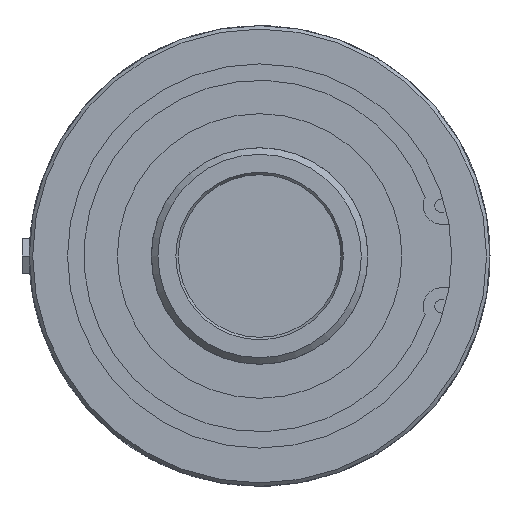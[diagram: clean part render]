
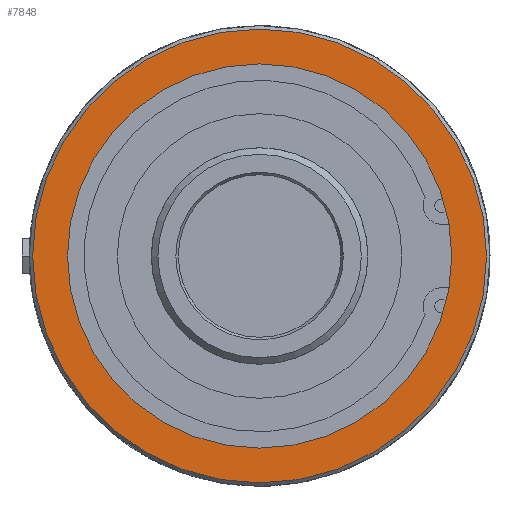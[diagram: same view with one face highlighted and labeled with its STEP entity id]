
A CAD part, left-side view. The second image highlights one B-rep face of the part: STEP entity #7848.
In plain terms, the highlighted planar face has unit normal (-1, 0, 0).
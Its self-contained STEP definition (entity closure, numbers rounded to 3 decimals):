
#86=FACE_BOUND('',#2673,.T.);
#1465=PLANE('',#8430);
#1759=CIRCLE('',#8428,53.2);
#1760=CIRCLE('',#8431,45.035);
#1761=CIRCLE('',#8432,45.035);
#2190=FACE_OUTER_BOUND('',#2672,.T.);
#2672=EDGE_LOOP('',(#7106));
#2673=EDGE_LOOP('',(#7107,#7108));
#3814=VERTEX_POINT('',#57628);
#3815=VERTEX_POINT('',#57633);
#3816=VERTEX_POINT('',#57634);
#4931=EDGE_CURVE('',#3814,#3814,#1759,.T.);
#4932=EDGE_CURVE('',#3815,#3816,#1760,.T.);
#4933=EDGE_CURVE('',#3816,#3815,#1761,.T.);
#7106=ORIENTED_EDGE('',*,*,#4931,.F.);
#7107=ORIENTED_EDGE('',*,*,#4932,.T.);
#7108=ORIENTED_EDGE('',*,*,#4933,.T.);
#7848=ADVANCED_FACE('',(#2190,#86),#1465,.F.);
#8428=AXIS2_PLACEMENT_3D('',#57630,#9906,#9907);
#8430=AXIS2_PLACEMENT_3D('',#57632,#9910,#9911);
#8431=AXIS2_PLACEMENT_3D('',#57635,#9912,#9913);
#8432=AXIS2_PLACEMENT_3D('',#57636,#9914,#9915);
#9906=DIRECTION('center_axis',(1.,0.,0.));
#9907=DIRECTION('ref_axis',(0.,-1.,0.));
#9910=DIRECTION('center_axis',(1.,0.,0.));
#9911=DIRECTION('ref_axis',(0.,0.,-1.));
#9912=DIRECTION('center_axis',(1.,0.,0.));
#9913=DIRECTION('ref_axis',(0.,1.,0.));
#9914=DIRECTION('center_axis',(1.,0.,0.));
#9915=DIRECTION('ref_axis',(0.,1.,0.));
#57628=CARTESIAN_POINT('',(2.,53.2,0.));
#57630=CARTESIAN_POINT('Origin',(2.,0.,0.));
#57632=CARTESIAN_POINT('Origin',(2.,27.,0.));
#57633=CARTESIAN_POINT('',(2.,45.035,0.));
#57634=CARTESIAN_POINT('',(2.,-45.035,0.));
#57635=CARTESIAN_POINT('Origin',(2.,0.,0.));
#57636=CARTESIAN_POINT('Origin',(2.,0.,0.));
